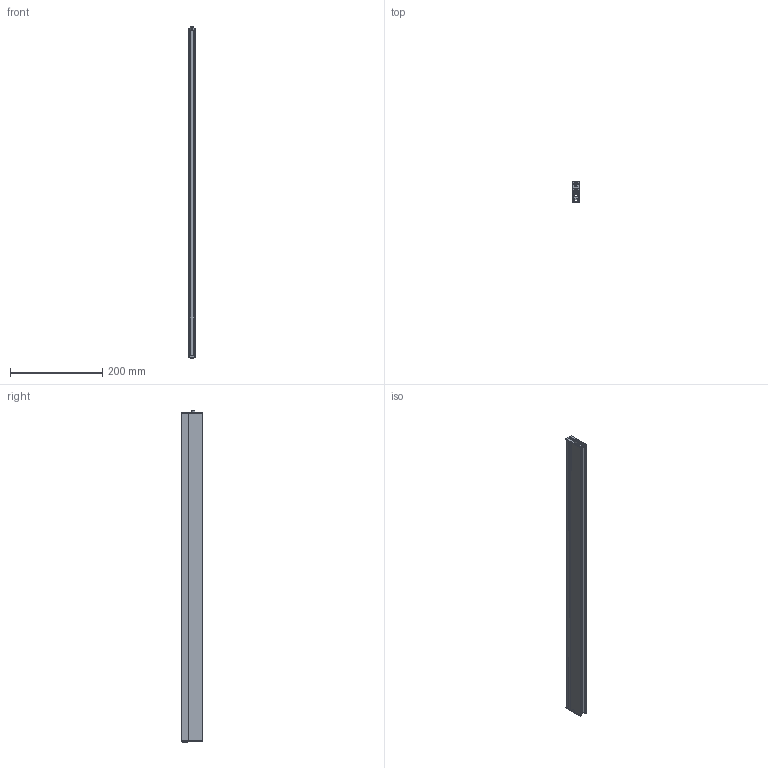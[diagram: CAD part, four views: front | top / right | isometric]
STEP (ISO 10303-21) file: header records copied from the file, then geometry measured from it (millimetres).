
FILE_DESCRIPTION (( 'STEP AP203' ), '1' );
FILE_NAME ('KG F12s mit Abschlusskappen 709.STEP', '2025-07-22T11:19:29', ( '' ), ( '' ), 'SwSTEP 2.0', 'SolidWorks 2023', '' );
FILE_SCHEMA (( 'CONFIG_CONTROL_DESIGN' ));
Length unit declared in the file: millimetre
Products named in the file (8): Abschlusskappe KG-F12; Abschlusskappe KG-F12 Auslöseseite; Innengeometrie_13_709; M2.9x13; Betätigungsteil_1; Schutzprofil KG-F12 mit Schraubkanal 709_1000; KG F12s mit Abschlusskappen 709; Aussengehäuse_13_709
Assembly tree (8 placements, depth 2):
  KG F12s mit Abschlusskappen 709
    Betätigungsteil_1
    Aussengehäuse_13_709
    Innengeometrie_13_709
    Abschlusskappe KG-F12 Auslöseseite
    Schutzprofil KG-F12 mit Schraubkanal 709_1000
    M2.9x13  x2
    Abschlusskappe KG-F12
Bounding box: 17.1 x 46.09 x 718.21 mm (x, y, z)
Volume: 237173 mm3; surface area: 356011.1 mm2
Topology: 25 solids, 25 shells, 1299 faces, 3595 edges, 2382 vertices
Faces by surface type: plane 714, bspline 449, cylinder 104, cone 28, torus 4
Entity records: 55601 total; most frequent: CARTESIAN_POINT 25367, ORIENTED_EDGE 6994, DIRECTION 4360, EDGE_CURVE 3497, LINE 2370, VECTOR 2370, VERTEX_POINT 2326, EDGE_LOOP 1389
